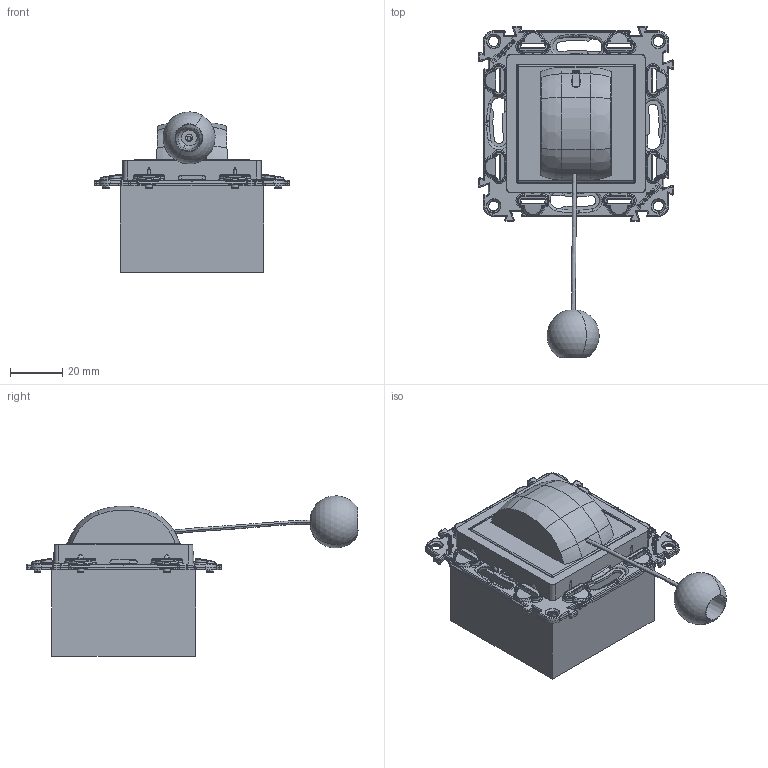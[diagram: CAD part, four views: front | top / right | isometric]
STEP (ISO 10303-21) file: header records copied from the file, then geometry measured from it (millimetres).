
FILE_DESCRIPTION(('CATIA V5 STEP Exchange','CAx-IF Rec.Pracs.--- Model Styling and Organization---1.4--- 2014-01-23'),'2;1');
FILE_NAME('752124_AllCATPart.stp','2020-02-13T09:41:24+00:00',('none'),('none'),'CATIA Version 5-6 Release 2017 SP3','CATIA V5 STEP AP214','none');
FILE_SCHEMA(('AUTOMOTIVE_DESIGN { 1 0 10303 214 1 1 1 1 }'));
Products named in the file (1): 752124_AllCATPart
Bounding box: 74.7 x 127 x 61.32 mm (x, y, z)
Volume: 123823.2 mm3; surface area: 45477.6 mm2
Topology: 2 solids, 11 shells, 8747 faces, 25279 edges, 16429 vertices
Faces by surface type: plane 6517, cylinder 999, bspline 500, cone 281, torus 215, extrusion 159, sphere 66, revolution 10
Entity records: 323297 total; most frequent: CARTESIAN_POINT 101236, ORIENTED_EDGE 50382, DIRECTION 34663, EDGE_CURVE 25191, VECTOR 19084, LINE 18925, VERTEX_POINT 16429, EDGE_LOOP 8986
